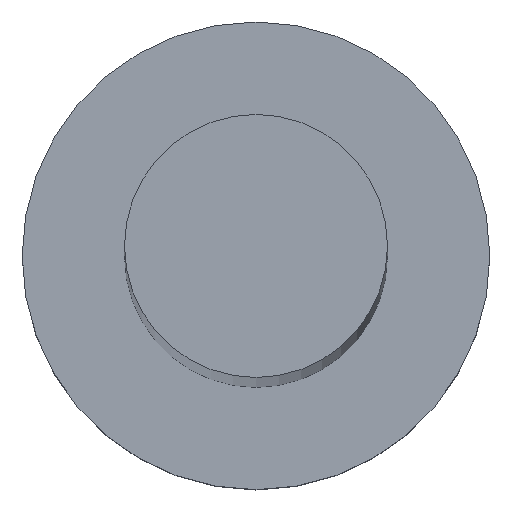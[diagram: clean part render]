
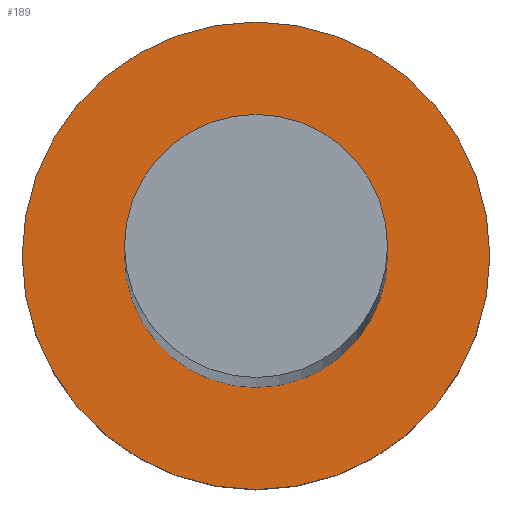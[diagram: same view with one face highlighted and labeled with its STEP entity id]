
A CAD part, top view. The second image highlights one B-rep face of the part: STEP entity #189.
In plain terms, the highlighted planar face has unit normal (0, 0, 1).
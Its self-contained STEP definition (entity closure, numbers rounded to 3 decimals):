
#2 = CARTESIAN_POINT ( 'NONE',  ( 4., 0., 3. ) ) ;
#5 = DIRECTION ( 'NONE',  ( 1., 0., 0. ) ) ;
#8 = EDGE_CURVE ( 'NONE', #115, #13, #235, .T. ) ;
#10 = AXIS2_PLACEMENT_3D ( 'NONE', #164, #99, #159 ) ;
#12 = VERTEX_POINT ( 'NONE', #93 ) ;
#13 = VERTEX_POINT ( 'NONE', #73 ) ;
#14 = ORIENTED_EDGE ( 'NONE', *, *, #244, .T. ) ;
#18 = PLANE ( 'NONE',  #10 ) ;
#33 = CIRCLE ( 'NONE', #208, 4. ) ;
#42 = CARTESIAN_POINT ( 'NONE',  ( 0., 0., 3. ) ) ;
#69 = AXIS2_PLACEMENT_3D ( 'NONE', #42, #192, #195 ) ;
#73 = CARTESIAN_POINT ( 'NONE',  ( -2.25, 0., 3. ) ) ;
#76 = CARTESIAN_POINT ( 'NONE',  ( 0., 0., 3. ) ) ;
#87 = CIRCLE ( 'NONE', #247, 4. ) ;
#91 = VERTEX_POINT ( 'NONE', #2 ) ;
#93 = CARTESIAN_POINT ( 'NONE',  ( -4., 0., 3. ) ) ;
#99 = DIRECTION ( 'NONE',  ( 0., 0., 1. ) ) ;
#115 = VERTEX_POINT ( 'NONE', #182 ) ;
#117 = AXIS2_PLACEMENT_3D ( 'NONE', #76, #155, #231 ) ;
#121 = DIRECTION ( 'NONE',  ( 0., 0., 1. ) ) ;
#133 = ORIENTED_EDGE ( 'NONE', *, *, #236, .F. ) ;
#138 = FACE_BOUND ( 'NONE', #152, .T. ) ;
#140 = FACE_OUTER_BOUND ( 'NONE', #170, .T. ) ;
#142 = CARTESIAN_POINT ( 'NONE',  ( 0., 0., 3. ) ) ;
#152 = EDGE_LOOP ( 'NONE', ( #133, #211 ) ) ;
#155 = DIRECTION ( 'NONE',  ( 0., 0., 1. ) ) ;
#159 = DIRECTION ( 'NONE',  ( 1., 0., 0. ) ) ;
#164 = CARTESIAN_POINT ( 'NONE',  ( 0., 0., 3. ) ) ;
#170 = EDGE_LOOP ( 'NONE', ( #188, #14 ) ) ;
#178 = DIRECTION ( 'NONE',  ( 0., 0., 1. ) ) ;
#182 = CARTESIAN_POINT ( 'NONE',  ( 2.25, 0., 3. ) ) ;
#188 = ORIENTED_EDGE ( 'NONE', *, *, #204, .T. ) ;
#189 = ADVANCED_FACE ( 'NONE', ( #138, #140 ), #18, .T. ) ;
#192 = DIRECTION ( 'NONE',  ( 0., 0., 1. ) ) ;
#194 = CIRCLE ( 'NONE', #69, 2.25 ) ;
#195 = DIRECTION ( 'NONE',  ( 1., 0., 0. ) ) ;
#196 = DIRECTION ( 'NONE',  ( 1., 0., 0. ) ) ;
#204 = EDGE_CURVE ( 'NONE', #12, #91, #33, .T. ) ;
#208 = AXIS2_PLACEMENT_3D ( 'NONE', #142, #178, #5 ) ;
#211 = ORIENTED_EDGE ( 'NONE', *, *, #8, .F. ) ;
#231 = DIRECTION ( 'NONE',  ( 1., 0., 0. ) ) ;
#235 = CIRCLE ( 'NONE', #117, 2.25 ) ;
#236 = EDGE_CURVE ( 'NONE', #13, #115, #194, .T. ) ;
#238 = CARTESIAN_POINT ( 'NONE',  ( 0., 0., 3. ) ) ;
#244 = EDGE_CURVE ( 'NONE', #91, #12, #87, .T. ) ;
#247 = AXIS2_PLACEMENT_3D ( 'NONE', #238, #121, #196 ) ;
